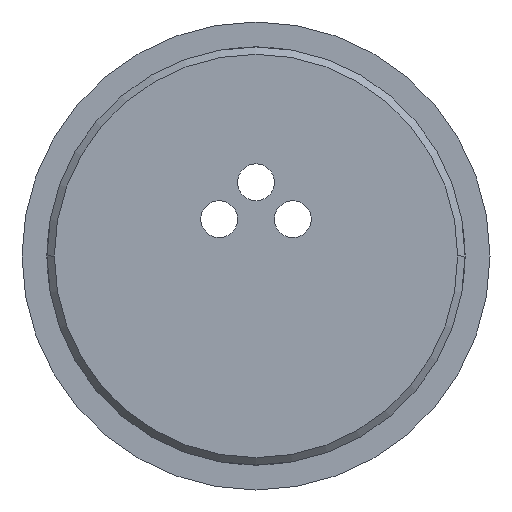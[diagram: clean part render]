
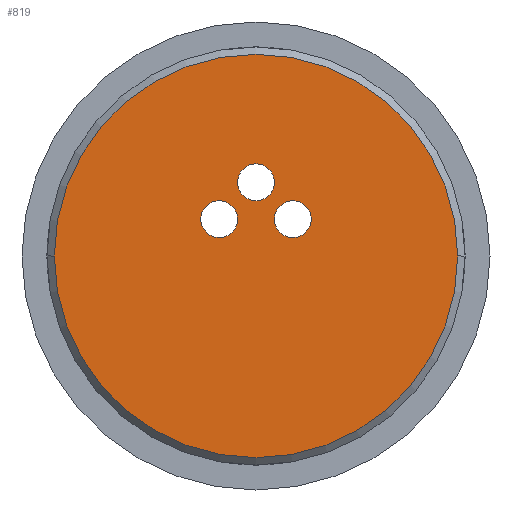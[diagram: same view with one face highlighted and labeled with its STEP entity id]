
A CAD part, left-side view. The second image highlights one B-rep face of the part: STEP entity #819.
In plain terms, the highlighted planar face has unit normal (-1, 0, 0).
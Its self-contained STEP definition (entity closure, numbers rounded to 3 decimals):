
#2 = DIRECTION ( 'NONE',  ( 1., 0., 0. ) ) ;
#57 = CARTESIAN_POINT ( 'NONE',  ( 0., -5., 5. ) ) ;
#70 = VERTEX_POINT ( 'NONE', #1734 ) ;
#71 = DIRECTION ( 'NONE',  ( 1., 0., 0. ) ) ;
#78 = DIRECTION ( 'NONE',  ( 0., 1., 0. ) ) ;
#83 = VERTEX_POINT ( 'NONE', #1321 ) ;
#99 = DIRECTION ( 'NONE',  ( 0., 1., 0. ) ) ;
#173 = VERTEX_POINT ( 'NONE', #891 ) ;
#189 = AXIS2_PLACEMENT_3D ( 'NONE', #846, #2, #1003 ) ;
#191 = EDGE_CURVE ( 'NONE', #732, #1490, #307, .T. ) ;
#209 = CARTESIAN_POINT ( 'NONE',  ( 0., 0., 0. ) ) ;
#213 = VERTEX_POINT ( 'NONE', #389 ) ;
#223 = EDGE_CURVE ( 'NONE', #83, #1559, #1679, .T. ) ;
#239 = ORIENTED_EDGE ( 'NONE', *, *, #1265, .T. ) ;
#256 = CARTESIAN_POINT ( 'NONE',  ( 0., 0., 0. ) ) ;
#275 = DIRECTION ( 'NONE',  ( 1., 0., 0. ) ) ;
#307 = CIRCLE ( 'NONE', #774, 2.5 ) ;
#332 = DIRECTION ( 'NONE',  ( 1., 0., 0. ) ) ;
#389 = CARTESIAN_POINT ( 'NONE',  ( 0., -2.5, 10. ) ) ;
#421 = EDGE_LOOP ( 'NONE', ( #871, #851 ) ) ;
#437 = CARTESIAN_POINT ( 'NONE',  ( 0., -7.5, 5. ) ) ;
#457 = FACE_BOUND ( 'NONE', #421, .T. ) ;
#507 = AXIS2_PLACEMENT_3D ( 'NONE', #1063, #71, #922 ) ;
#521 = CARTESIAN_POINT ( 'NONE',  ( 0., -2.5, 5. ) ) ;
#562 = EDGE_CURVE ( 'NONE', #173, #70, #1441, .T. ) ;
#567 = DIRECTION ( 'NONE',  ( 0., 1., 0. ) ) ;
#580 = AXIS2_PLACEMENT_3D ( 'NONE', #256, #1254, #567 ) ;
#614 = EDGE_CURVE ( 'NONE', #213, #1703, #1753, .T. ) ;
#732 = VERTEX_POINT ( 'NONE', #437 ) ;
#762 = DIRECTION ( 'NONE',  ( 1., 0., 0. ) ) ;
#774 = AXIS2_PLACEMENT_3D ( 'NONE', #802, #1430, #1377 ) ;
#797 = FACE_BOUND ( 'NONE', #1595, .T. ) ;
#802 = CARTESIAN_POINT ( 'NONE',  ( 0., -5., 5. ) ) ;
#803 = CARTESIAN_POINT ( 'NONE',  ( 0., 0., 10. ) ) ;
#819 = ADVANCED_FACE ( 'NONE', ( #1170, #797, #457, #1132 ), #886, .F. ) ;
#836 = CARTESIAN_POINT ( 'NONE',  ( 0., 7.5, 5. ) ) ;
#846 = CARTESIAN_POINT ( 'NONE',  ( 0., 0., 0. ) ) ;
#851 = ORIENTED_EDGE ( 'NONE', *, *, #614, .T. ) ;
#871 = ORIENTED_EDGE ( 'NONE', *, *, #1814, .T. ) ;
#886 = PLANE ( 'NONE',  #189 ) ;
#891 = CARTESIAN_POINT ( 'NONE',  ( 0., 27.36, 0. ) ) ;
#916 = ORIENTED_EDGE ( 'NONE', *, *, #191, .T. ) ;
#922 = DIRECTION ( 'NONE',  ( 0., 1., 0. ) ) ;
#940 = DIRECTION ( 'NONE',  ( 1., 0., 0. ) ) ;
#965 = ORIENTED_EDGE ( 'NONE', *, *, #1664, .T. ) ;
#972 = EDGE_LOOP ( 'NONE', ( #1206, #965 ) ) ;
#976 = AXIS2_PLACEMENT_3D ( 'NONE', #1186, #332, #1421 ) ;
#1003 = DIRECTION ( 'NONE',  ( 0., 1., 0. ) ) ;
#1063 = CARTESIAN_POINT ( 'NONE',  ( 0., 0., 10. ) ) ;
#1072 = DIRECTION ( 'NONE',  ( -1., 0., 0. ) ) ;
#1094 = CIRCLE ( 'NONE', #1440, 2.5 ) ;
#1129 = CARTESIAN_POINT ( 'NONE',  ( 0., 5., 5. ) ) ;
#1132 = FACE_OUTER_BOUND ( 'NONE', #972, .T. ) ;
#1139 = CARTESIAN_POINT ( 'NONE',  ( 0., 2.5, 10. ) ) ;
#1143 = CIRCLE ( 'NONE', #1772, 2.5 ) ;
#1170 = FACE_BOUND ( 'NONE', #1176, .T. ) ;
#1176 = EDGE_LOOP ( 'NONE', ( #1182, #1564 ) ) ;
#1182 = ORIENTED_EDGE ( 'NONE', *, *, #1567, .T. ) ;
#1186 = CARTESIAN_POINT ( 'NONE',  ( 0., 5., 5. ) ) ;
#1206 = ORIENTED_EDGE ( 'NONE', *, *, #562, .T. ) ;
#1254 = DIRECTION ( 'NONE',  ( -1., 0., 0. ) ) ;
#1265 = EDGE_CURVE ( 'NONE', #1490, #732, #1143, .T. ) ;
#1270 = DIRECTION ( 'NONE',  ( 0., 1., 0. ) ) ;
#1321 = CARTESIAN_POINT ( 'NONE',  ( 0., 2.5, 5. ) ) ;
#1377 = DIRECTION ( 'NONE',  ( 0., -1., 0. ) ) ;
#1421 = DIRECTION ( 'NONE',  ( 0., 1., 0. ) ) ;
#1430 = DIRECTION ( 'NONE',  ( 1., 0., 0. ) ) ;
#1440 = AXIS2_PLACEMENT_3D ( 'NONE', #803, #940, #99 ) ;
#1441 = CIRCLE ( 'NONE', #1764, 27.36 ) ;
#1487 = CIRCLE ( 'NONE', #1565, 2.5 ) ;
#1490 = VERTEX_POINT ( 'NONE', #521 ) ;
#1559 = VERTEX_POINT ( 'NONE', #836 ) ;
#1564 = ORIENTED_EDGE ( 'NONE', *, *, #223, .T. ) ;
#1565 = AXIS2_PLACEMENT_3D ( 'NONE', #1129, #275, #1270 ) ;
#1567 = EDGE_CURVE ( 'NONE', #1559, #83, #1487, .T. ) ;
#1595 = EDGE_LOOP ( 'NONE', ( #239, #916 ) ) ;
#1664 = EDGE_CURVE ( 'NONE', #70, #173, #1682, .T. ) ;
#1679 = CIRCLE ( 'NONE', #976, 2.5 ) ;
#1682 = CIRCLE ( 'NONE', #580, 27.36 ) ;
#1703 = VERTEX_POINT ( 'NONE', #1139 ) ;
#1734 = CARTESIAN_POINT ( 'NONE',  ( 0., -27.36, 0. ) ) ;
#1742 = DIRECTION ( 'NONE',  ( 0., -1., 0. ) ) ;
#1753 = CIRCLE ( 'NONE', #507, 2.5 ) ;
#1764 = AXIS2_PLACEMENT_3D ( 'NONE', #209, #1072, #78 ) ;
#1772 = AXIS2_PLACEMENT_3D ( 'NONE', #57, #762, #1742 ) ;
#1814 = EDGE_CURVE ( 'NONE', #1703, #213, #1094, .T. ) ;
